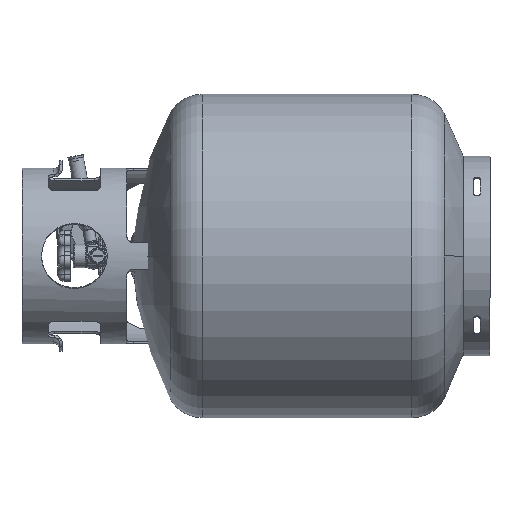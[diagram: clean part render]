
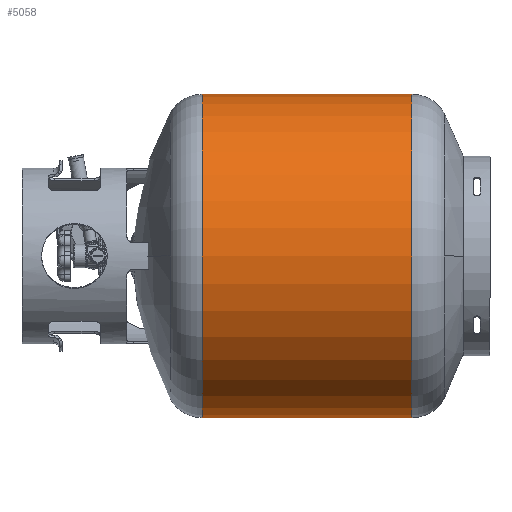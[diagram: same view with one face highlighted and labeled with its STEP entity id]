
A CAD part, left-side view. The second image highlights one B-rep face of the part: STEP entity #5058.
In plain terms, the highlighted cylindrical face has radius 156.642 mm (diameter 313.284 mm), a partial arc.
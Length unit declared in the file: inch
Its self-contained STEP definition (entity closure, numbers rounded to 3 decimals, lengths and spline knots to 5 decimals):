
#1062 = CARTESIAN_POINT ( 'NONE',  ( 0., 10.625, -6.167 ) ) ;
#1167 = CARTESIAN_POINT ( 'NONE',  ( 0., 2.625, 6.167 ) ) ;
#1262 = CARTESIAN_POINT ( 'NONE',  ( 0., 10.625, 6.167 ) ) ;
#1312 = CARTESIAN_POINT ( 'NONE',  ( 0., 2.625, -6.167 ) ) ;
#2367 = DIRECTION ( 'NONE',  ( 0., -1., 0. ) ) ;
#2371 = LINE ( 'NONE', #2375, #6081 ) ;
#2375 = CARTESIAN_POINT ( 'NONE',  ( 0., 0., 6.167 ) ) ;
#2657 = DIRECTION ( 'NONE',  ( 0., -1., 0. ) ) ;
#2663 = CARTESIAN_POINT ( 'NONE',  ( 0., 0., -6.167 ) ) ;
#2714 = LINE ( 'NONE', #2663, #6149 ) ;
#3382 = DIRECTION ( 'NONE',  ( 0., 0., -1. ) ) ;
#3383 = DIRECTION ( 'NONE',  ( 0., -1., 0. ) ) ;
#3384 = CARTESIAN_POINT ( 'NONE',  ( 0., 2.625, 0. ) ) ;
#3405 = DIRECTION ( 'NONE',  ( 0., 0., -1. ) ) ;
#3406 = DIRECTION ( 'NONE',  ( 0., -1., 0. ) ) ;
#3407 = CARTESIAN_POINT ( 'NONE',  ( 0., 10.625, 0. ) ) ;
#5058 = ADVANCED_FACE ( 'NONE', ( #5487 ), #5484, .T. ) ;
#5437 = DIRECTION ( 'NONE',  ( 0., -1., 0. ) ) ;
#5483 = DIRECTION ( 'NONE',  ( 0., 0., -1. ) ) ;
#5484 = CYLINDRICAL_SURFACE ( 'NONE', #13687, 6.167 ) ;
#5486 = CARTESIAN_POINT ( 'NONE',  ( 0., 0., 0. ) ) ;
#5487 = FACE_OUTER_BOUND ( 'NONE', #18778, .T. ) ;
#6053 = CIRCLE ( 'NONE', #6179, 6.167 ) ;
#6081 = VECTOR ( 'NONE', #2367, 39.37008 ) ;
#6149 = VECTOR ( 'NONE', #2657, 39.37008 ) ;
#6179 = AXIS2_PLACEMENT_3D ( 'NONE', #3384, #3383, #3382 ) ;
#13567 = AXIS2_PLACEMENT_3D ( 'NONE', #3407, #3406, #3405 ) ;
#13571 = CIRCLE ( 'NONE', #13567, 6.167 ) ;
#13687 = AXIS2_PLACEMENT_3D ( 'NONE', #5486, #5437, #5483 ) ;
#17925 = EDGE_CURVE ( 'NONE', #20745, #20829, #13571, .T. ) ;
#17981 = EDGE_CURVE ( 'NONE', #20784, #20725, #6053, .T. ) ;
#18479 = EDGE_CURVE ( 'NONE', #20829, #20725, #2714, .T. ) ;
#18522 = EDGE_CURVE ( 'NONE', #20745, #20784, #2371, .T. ) ;
#18778 = EDGE_LOOP ( 'NONE', ( #21326, #21327, #21328, #21329 ) ) ;
#20725 = VERTEX_POINT ( 'NONE', #1312 ) ;
#20745 = VERTEX_POINT ( 'NONE', #1262 ) ;
#20784 = VERTEX_POINT ( 'NONE', #1167 ) ;
#20829 = VERTEX_POINT ( 'NONE', #1062 ) ;
#21326 = ORIENTED_EDGE ( 'NONE', *, *, #18522, .F. ) ;
#21327 = ORIENTED_EDGE ( 'NONE', *, *, #17925, .T. ) ;
#21328 = ORIENTED_EDGE ( 'NONE', *, *, #18479, .T. ) ;
#21329 = ORIENTED_EDGE ( 'NONE', *, *, #17981, .F. ) ;
